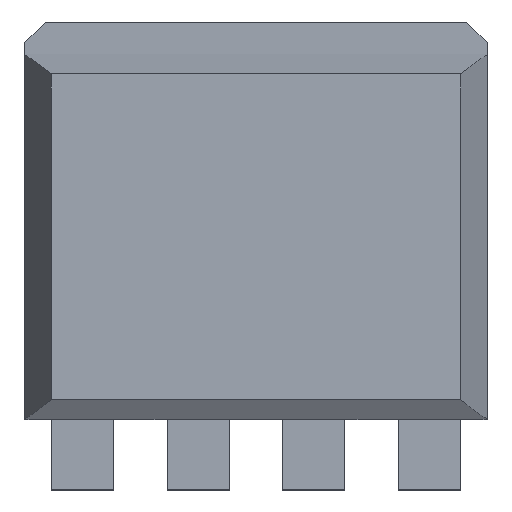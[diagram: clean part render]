
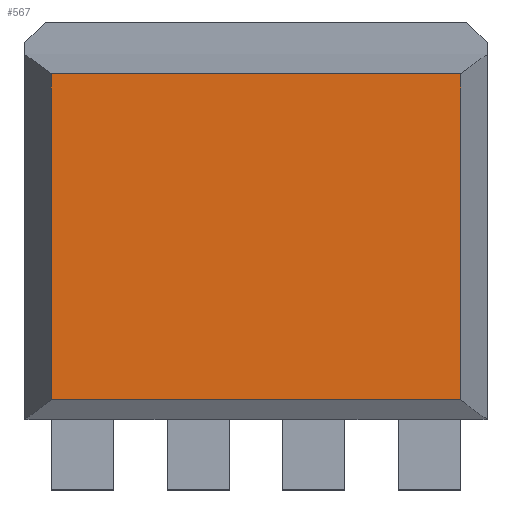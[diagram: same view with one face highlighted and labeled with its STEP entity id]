
A CAD part, top view. The second image highlights one B-rep face of the part: STEP entity #567.
In plain terms, the highlighted planar face has unit normal (0, 0, 1).
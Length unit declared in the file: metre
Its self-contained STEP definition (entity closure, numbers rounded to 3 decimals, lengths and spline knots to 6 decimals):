
#16=ORIENTED_EDGE('',*,*,#178,.F.);
#17=ORIENTED_EDGE('',*,*,#179,.F.);
#18=ORIENTED_EDGE('',*,*,#180,.T.);
#19=ORIENTED_EDGE('',*,*,#181,.T.);
#178=EDGE_CURVE('',#259,#260,#309,.T.);
#179=EDGE_CURVE('',#261,#259,#310,.T.);
#180=EDGE_CURVE('',#261,#262,#311,.T.);
#181=EDGE_CURVE('',#262,#260,#312,.T.);
#259=VERTEX_POINT('',#806);
#260=VERTEX_POINT('',#807);
#261=VERTEX_POINT('',#809);
#262=VERTEX_POINT('',#811);
#309=LINE('',#805,#390);
#310=LINE('',#808,#391);
#311=LINE('',#810,#392);
#312=LINE('',#812,#393);
#390=VECTOR('',#655,1.);
#391=VECTOR('',#656,1.);
#392=VECTOR('',#657,1.);
#393=VECTOR('',#658,1.);
#468=EDGE_LOOP('',(#16,#17,#18,#19));
#501=FACE_BOUND('',#468,.T.);
#534=PLANE('',#613);
#567=ADVANCED_FACE('',(#501),#534,.T.);
#613=AXIS2_PLACEMENT_3D('',#804,#653,#654);
#653=DIRECTION('',(0.,0.,1.));
#654=DIRECTION('',(1.,0.,0.));
#655=DIRECTION('',(-1.,0.,0.));
#656=DIRECTION('',(0.,-1.,0.));
#657=DIRECTION('',(-1.,0.,0.));
#658=DIRECTION('',(0.,-1.,0.));
#804=CARTESIAN_POINT('',(0.004,0.00283,0.00187));
#805=CARTESIAN_POINT('',(0.025,0.000342,0.00187));
#806=CARTESIAN_POINT('',(0.00754,0.000342,0.00187));
#807=CARTESIAN_POINT('',(0.00046,0.000342,0.00187));
#808=CARTESIAN_POINT('',(0.00754,0.025,0.00187));
#809=CARTESIAN_POINT('',(0.00754,0.005978,0.00187));
#810=CARTESIAN_POINT('',(0.025,0.005978,0.00187));
#811=CARTESIAN_POINT('',(0.00046,0.005978,0.00187));
#812=CARTESIAN_POINT('',(0.00046,0.025,0.00187));
